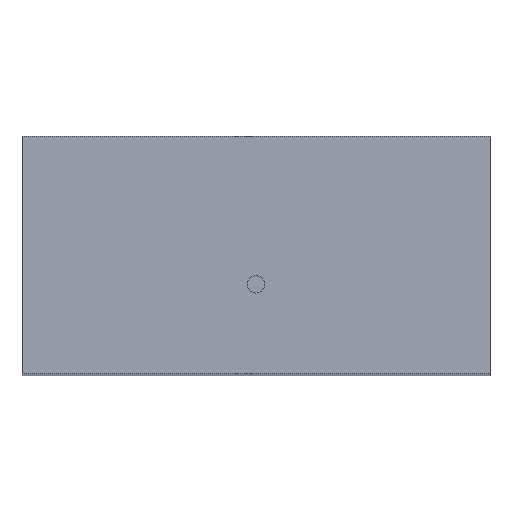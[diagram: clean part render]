
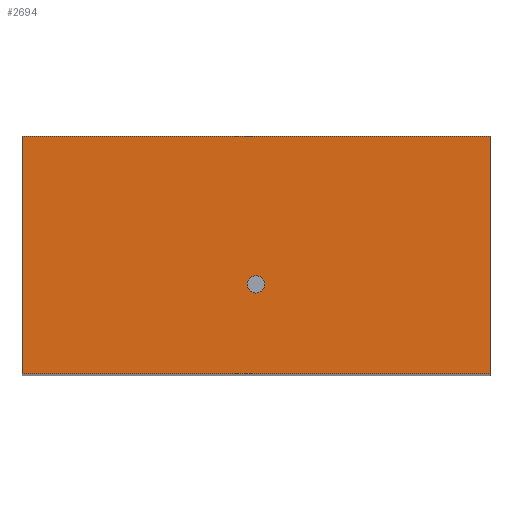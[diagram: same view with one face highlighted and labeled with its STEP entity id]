
A CAD part, top view. The second image highlights one B-rep face of the part: STEP entity #2694.
In plain terms, the highlighted planar face has unit normal (0, 0, 1).
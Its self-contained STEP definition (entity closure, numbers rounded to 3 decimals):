
#28 = AXIS2_PLACEMENT_3D ( 'NONE', #1143, #3219, #925 ) ;
#63 = CARTESIAN_POINT ( 'NONE',  ( 32.5, 30., 90. ) ) ;
#66 = LINE ( 'NONE', #1815, #309 ) ;
#141 = CARTESIAN_POINT ( 'NONE',  ( 0., 9.4, 90. ) ) ;
#239 = VERTEX_POINT ( 'NONE', #2232 ) ;
#309 = VECTOR ( 'NONE', #345, 1000. ) ;
#345 = DIRECTION ( 'NONE',  ( 0., -1., 0. ) ) ;
#449 = ORIENTED_EDGE ( 'NONE', *, *, #2118, .F. ) ;
#557 = DIRECTION ( 'NONE',  ( 0., -1., 0. ) ) ;
#574 = CIRCLE ( 'NONE', #2437, 1.2 ) ;
#679 = EDGE_CURVE ( 'NONE', #2500, #1665, #1454, .T. ) ;
#711 = CARTESIAN_POINT ( 'NONE',  ( 0., -3., 90. ) ) ;
#732 = ORIENTED_EDGE ( 'NONE', *, *, #946, .F. ) ;
#761 = DIRECTION ( 'NONE',  ( 1., 0., 0. ) ) ;
#819 = DIRECTION ( 'NONE',  ( 1., 0., 0. ) ) ;
#862 = ORIENTED_EDGE ( 'NONE', *, *, #2075, .T. ) ;
#925 = DIRECTION ( 'NONE',  ( 1., 0., 0. ) ) ;
#946 = EDGE_CURVE ( 'NONE', #1641, #2250, #66, .T. ) ;
#1143 = CARTESIAN_POINT ( 'NONE',  ( 0., 9.4, 90. ) ) ;
#1145 = DIRECTION ( 'NONE',  ( 0., 0., 1. ) ) ;
#1161 = DIRECTION ( 'NONE',  ( -1., 0., 0. ) ) ;
#1224 = LINE ( 'NONE', #711, #2383 ) ;
#1424 = ORIENTED_EDGE ( 'NONE', *, *, #1562, .F. ) ;
#1454 = CIRCLE ( 'NONE', #28, 1.2 ) ;
#1491 = CARTESIAN_POINT ( 'NONE',  ( -32.5, 30., 90. ) ) ;
#1498 = CARTESIAN_POINT ( 'NONE',  ( 1.2, 9.4, 90. ) ) ;
#1509 = DIRECTION ( 'NONE',  ( 0., 0., -1. ) ) ;
#1529 = AXIS2_PLACEMENT_3D ( 'NONE', #1491, #1509, #1161 ) ;
#1562 = EDGE_CURVE ( 'NONE', #2250, #239, #1224, .T. ) ;
#1641 = VERTEX_POINT ( 'NONE', #63 ) ;
#1665 = VERTEX_POINT ( 'NONE', #2053 ) ;
#1815 = CARTESIAN_POINT ( 'NONE',  ( 32.5, 30., 90. ) ) ;
#1823 = LINE ( 'NONE', #3110, #3195 ) ;
#2046 = ORIENTED_EDGE ( 'NONE', *, *, #679, .F. ) ;
#2053 = CARTESIAN_POINT ( 'NONE',  ( -1.2, 9.4, 90. ) ) ;
#2075 = EDGE_CURVE ( 'NONE', #2724, #239, #2539, .T. ) ;
#2079 = FACE_OUTER_BOUND ( 'NONE', #2650, .T. ) ;
#2118 = EDGE_CURVE ( 'NONE', #2724, #1641, #1823, .T. ) ;
#2232 = CARTESIAN_POINT ( 'NONE',  ( -32.5, -3., 90. ) ) ;
#2250 = VERTEX_POINT ( 'NONE', #3126 ) ;
#2383 = VECTOR ( 'NONE', #2764, 1000. ) ;
#2432 = PLANE ( 'NONE',  #1529 ) ;
#2437 = AXIS2_PLACEMENT_3D ( 'NONE', #141, #1145, #761 ) ;
#2500 = VERTEX_POINT ( 'NONE', #1498 ) ;
#2539 = LINE ( 'NONE', #2830, #3086 ) ;
#2650 = EDGE_LOOP ( 'NONE', ( #862, #1424, #732, #449 ) ) ;
#2694 = ADVANCED_FACE ( 'NONE', ( #2079, #3106 ), #2432, .F. ) ;
#2717 = CARTESIAN_POINT ( 'NONE',  ( -32.5, 30., 90. ) ) ;
#2724 = VERTEX_POINT ( 'NONE', #2717 ) ;
#2764 = DIRECTION ( 'NONE',  ( -1., 0., 0. ) ) ;
#2800 = EDGE_CURVE ( 'NONE', #1665, #2500, #574, .T. ) ;
#2830 = CARTESIAN_POINT ( 'NONE',  ( -32.5, 30., 90. ) ) ;
#3016 = ORIENTED_EDGE ( 'NONE', *, *, #2800, .F. ) ;
#3059 = EDGE_LOOP ( 'NONE', ( #2046, #3016 ) ) ;
#3086 = VECTOR ( 'NONE', #557, 1000. ) ;
#3106 = FACE_BOUND ( 'NONE', #3059, .T. ) ;
#3110 = CARTESIAN_POINT ( 'NONE',  ( -32.5, 30., 90. ) ) ;
#3126 = CARTESIAN_POINT ( 'NONE',  ( 32.5, -3., 90. ) ) ;
#3195 = VECTOR ( 'NONE', #819, 1000. ) ;
#3219 = DIRECTION ( 'NONE',  ( 0., 0., 1. ) ) ;
